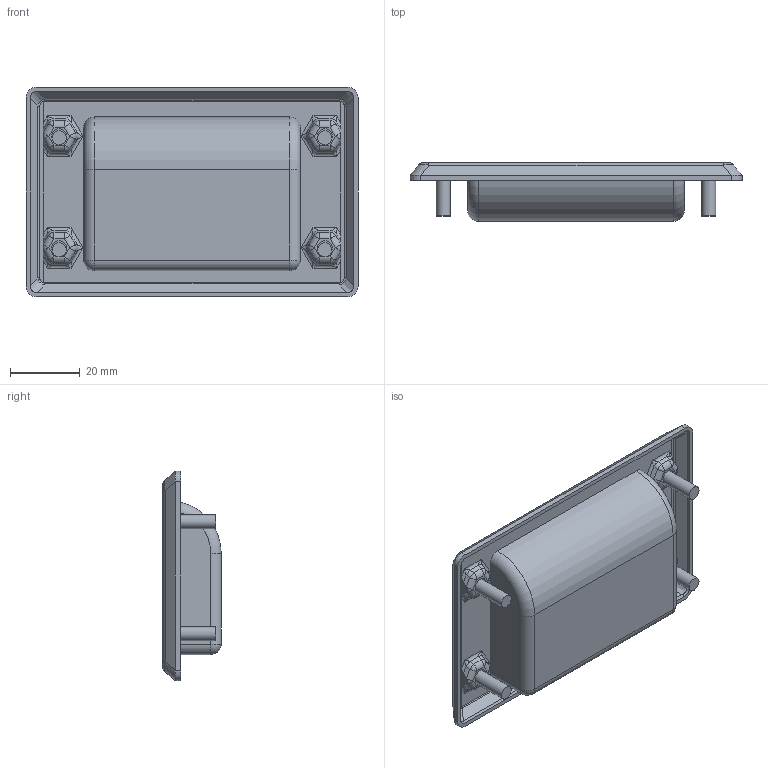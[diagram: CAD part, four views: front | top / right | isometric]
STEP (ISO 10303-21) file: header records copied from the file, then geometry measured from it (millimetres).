
FILE_DESCRIPTION(/* description */ (''),/* implementation_level */ '2;1');
FILE_NAME(/* name */ 'A-MS1.stp',/* time_stamp */ '2024-05-22T10:44:23+09:00',/* author */ ('user'),/* organization */ (''),/* preprocessor_version */ 'ST-DEVELOPER v15.6',/* originating_system */ 'Autodesk Inventor 2015',/* authorisation */ '');
FILE_SCHEMA (('AUTOMOTIVE_DESIGN { 1 0 10303 214 3 1 1 }'));
Length unit declared in the file: millimetre
Products named in the file (3): A-MS1_정면; A-MS1_밑면판; A-MS1
Bounding box: 95 x 16.7 x 60 mm (x, y, z)
Volume: 14558.6 mm3; surface area: 26075.5 mm2
Topology: 2 solids, 2 shells, 266 faces, 627 edges, 352 vertices
Faces by surface type: cylinder 119, plane 83, bspline 36, sphere 26, torus 2
Full cylindrical faces by diameter (mm): 4 x4, 4.2 x4
Entity records: 8346 total; most frequent: CARTESIAN_POINT 2371, DIRECTION 1277, ORIENTED_EDGE 1190, EDGE_CURVE 595, AXIS2_PLACEMENT_3D 481, VERTEX_POINT 348, LINE 315, VECTOR 315
